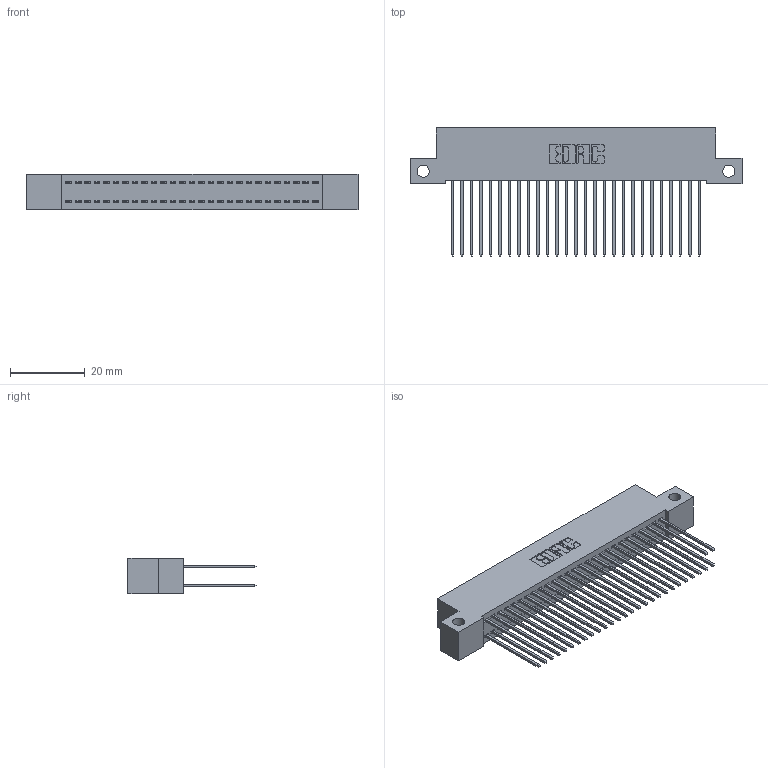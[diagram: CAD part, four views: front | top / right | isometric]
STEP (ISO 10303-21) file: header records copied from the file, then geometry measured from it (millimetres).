
FILE_DESCRIPTION (( 'STEP AP203' ), '1' );
FILE_NAME ('342-054-541-212.STEP', '2018-08-13T00:25:59', ( '' ), ( '' ), 'SwSTEP 2.0', 'SolidWorks 2016', '' );
FILE_SCHEMA (( 'CONFIG_CONTROL_DESIGN' ));
Length unit declared in the file: inch
Products named in the file (3): 342-054-541-212; 342 Part_Side Mount; 345-292-001_345-293-141
Assembly tree (55 placements, depth 2):
  342-054-541-212
    342 Part_Side Mount
    345-292-001_345-293-141  x54
Bounding box: 88.9 x 34.3 x 9.4 mm (x, y, z)
Volume: 8152.5 mm3; surface area: 14141.8 mm2
Topology: 55 solids, 55 shells, 2918 faces, 8669 edges, 5706 vertices
Faces by surface type: plane 2010, cylinder 908
Entity records: 19199 total; most frequent: CARTESIAN_POINT 3198, ORIENTED_EDGE 3134, DIRECTION 2759, EDGE_CURVE 1567, LINE 1439, VECTOR 1439, VERTEX_POINT 1042, AXIS2_PLACEMENT_3D 660
